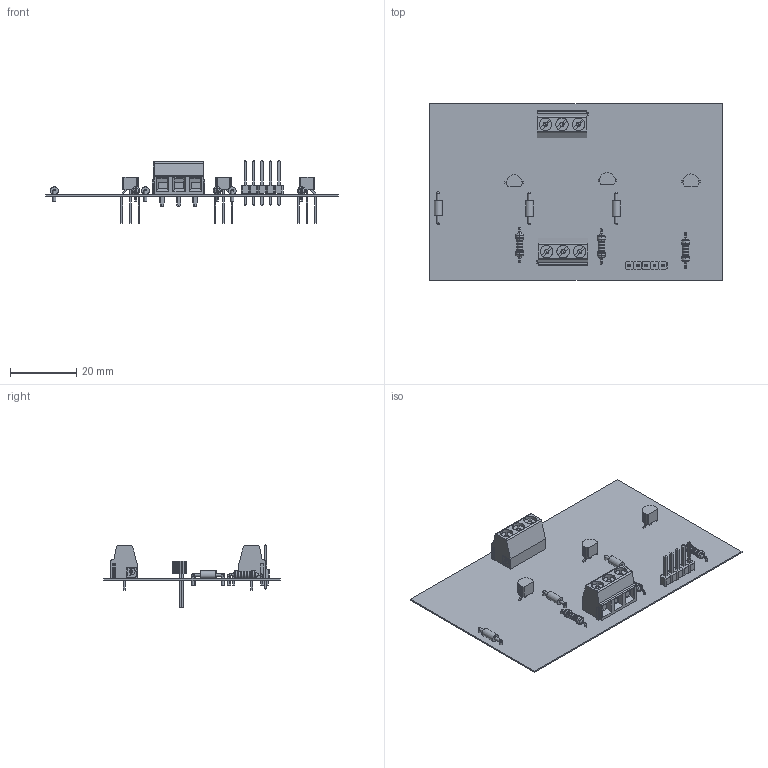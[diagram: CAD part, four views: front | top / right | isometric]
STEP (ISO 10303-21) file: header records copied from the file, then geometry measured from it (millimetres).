
FILE_DESCRIPTION(('Open CASCADE Model'),'2;1');
FILE_NAME('Open CASCADE Shape Model','2017-03-25T12:39:46',('Author'),( 'Open CASCADE'),'Open CASCADE STEP processor 6.5','Open CASCADE 6.5' ,'Unknown');
FILE_SCHEMA(('AUTOMOTIVE_DESIGN { 1 0 10303 214 1 1 1 1 }'));
Length unit declared in the file: millimetre
Products named in the file (47): PCB; Board; D3; 1557618896; Cylinder; 1557619016; Sphere; 1661035552; 1661035672; 1661035792; 1661035912; 1661036032; D2; D1; R3; User_Library-Res40-Axial_Short_0_25W-5_6K; R2; R1; Q3; PCB3; Free-Models; PCB1; 523779104; Extruded; PCB2; 790454240; 1607540160; Q2; Q1; P2; 1729021; mkdsn_1.5-3; P3; 929-Header-1x5
Assembly tree (68 placements, depth 8):
  PCB
    Board
    D3
      1557618896
        Cylinder
      1557619016
        Sphere
      1661035552
        Cylinder
      1661035672
        Cylinder
      1661035792
        Sphere
      1661035912
        Cylinder
      1661036032
        Cylinder
    D2
      1557618896
        Cylinder
      1557619016
        Sphere
      1661035552
        Cylinder
      1661035672
        Cylinder
      1661035792
        Sphere
      1661035912
        Cylinder
      1661036032
        Cylinder
    D1
      1557618896
        Cylinder
      1557619016
        Sphere
      1661035552
        Cylinder
      1661035672
        Cylinder
      1661035792
        Sphere
      1661035912
        Cylinder
      1661036032
        Cylinder
    R3
      User_Library-Res40-Axial_Short_0_25W-5_6K
    R2
      User_Library-Res40-Axial_Short_0_25W-5_6K
    R1
      User_Library-Res40-Axial_Short_0_25W-5_6K
    Q3
      PCB3
        Board
        Free-Models
          PCB1  x2
            Board
            Free-Models
Bounding box: 88.65 x 53.47 x 19.05 mm (x, y, z)
Volume: 4343.3 mm3; surface area: 12635.3 mm2
Topology: 56 solids, 56 shells, 1279 faces, 2975 edges, 1826 vertices
Faces by surface type: plane 1016, cylinder 185, bspline 72, sphere 6
Full cylindrical faces by diameter (mm): 0.864 x12, 2.36 x3
Entity records: 43423 total; most frequent: CARTESIAN_POINT 9717, DIRECTION 5385, LINE 3520, VECTOR 3520, ORIENTED_EDGE 2876, PCURVE 2876, DEFINITIONAL_REPRESENTATION 2876, EDGE_CURVE 1438
